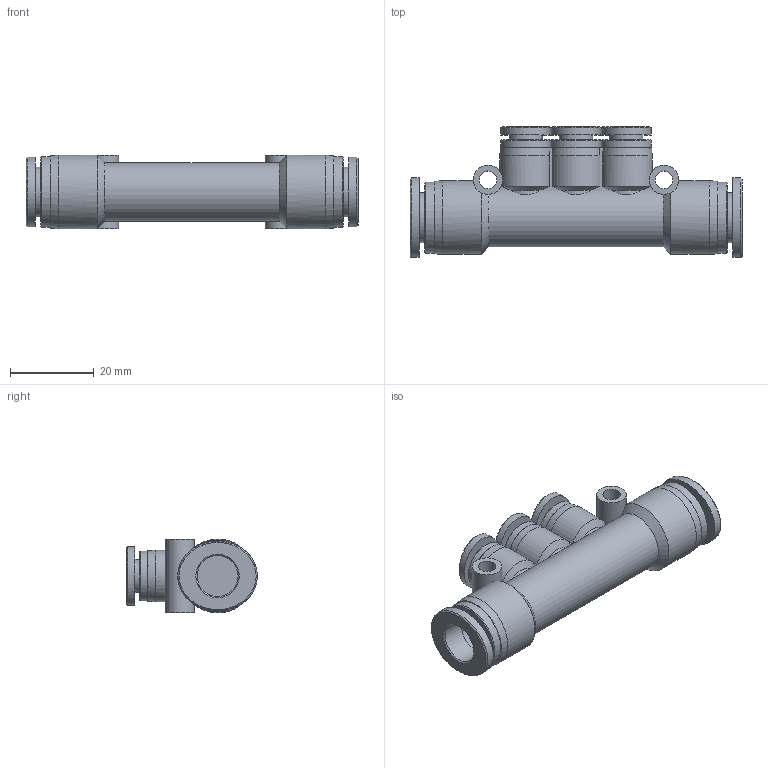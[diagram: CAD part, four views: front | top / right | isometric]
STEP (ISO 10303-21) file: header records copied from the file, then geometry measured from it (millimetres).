
FILE_DESCRIPTION((''),'2;1');
FILE_NAME('PKG 3_8-1_4.stp','2016-10-12T10:27:21',('Administrator'),(''),'Autodesk Inventor 2013','Autodesk Inventor 2013','');
FILE_SCHEMA(('CONFIG_CONTROL_DESIGN'));
Length unit declared in the file: millimetre
Products named in the file (4): PKG 3_8-1_4; NKG N3_8-N1_4 BODY; SLEEVE N1_4L; SLEEVE N3_8L
Assembly tree (6 placements, depth 2):
  PKG 3_8-1_4
    NKG N3_8-N1_4 BODY
    SLEEVE N1_4L  x3
    SLEEVE N3_8L  x2
Bounding box: 79.2 x 31.2 x 17.6 mm (x, y, z)
Volume: 15895.6 mm3; surface area: 11413.6 mm2
Topology: 6 solids, 6 shells, 119 faces, 253 edges, 163 vertices
Faces by surface type: plane 48, cylinder 37, cone 24, bspline 10
Full cylindrical faces by diameter (mm): 4.2 x2, 6.55 x6, 7 x2, 7.9 x3, 9.75 x4, 11.9 x5, 16.9 x2, 17.6 x2
Entity records: 2855 total; most frequent: CARTESIAN_POINT 957, DIRECTION 366, ORIENTED_EDGE 344, EDGE_CURVE 172, AXIS2_PLACEMENT_3D 164, EDGE_LOOP 130, VERTEX_POINT 128, FACE_OUTER_BOUND 86
